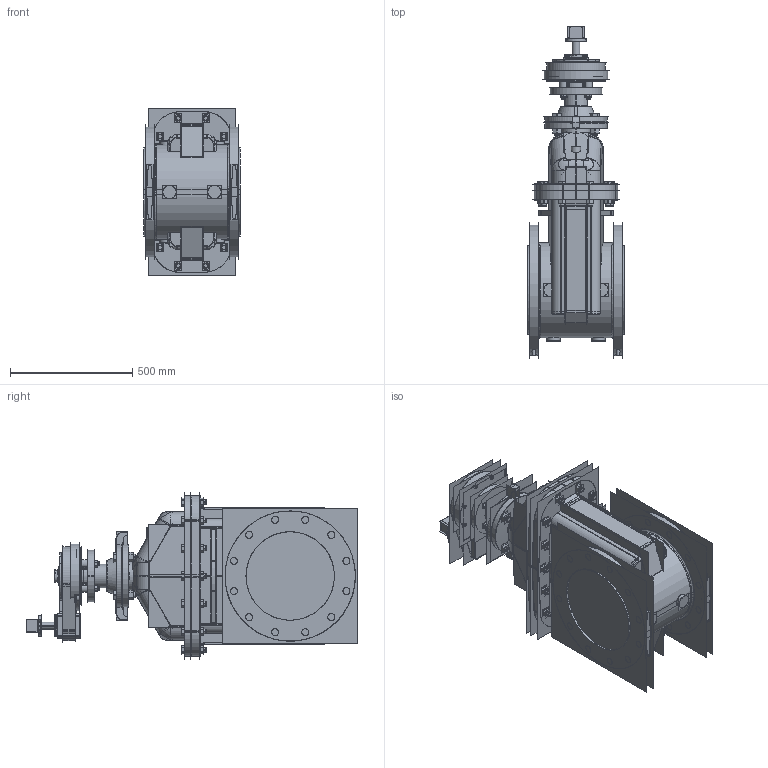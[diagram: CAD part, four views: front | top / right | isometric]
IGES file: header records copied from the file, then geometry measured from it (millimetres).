
Start section:  PTC IGES file: 14 nrs ff spur gear assy website.igs
Global section: file name: 14 nrs ff spur gear assy website.igs; native system: Pro/ENGINEER by Parametric Technology Corporation; preprocessor: 2010280; author: smm2; organization: Unknown; date: 20141113.115157; units: inch
Bounding box: 396.24 x 1358.39 x 686.82 mm (x, y, z)
Surface area: 10941604.3 mm2 (no closed solid volume)
Topology: 0 solids, 0 shells, 2734 faces, 37560 edges, 49012 vertices
Faces by surface type: bspline 1602, revolution 1132
